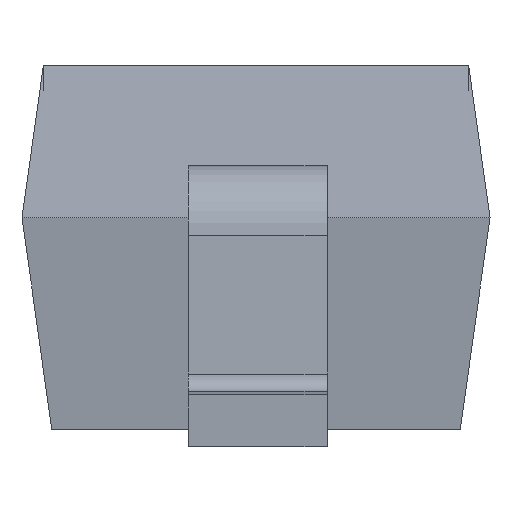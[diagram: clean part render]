
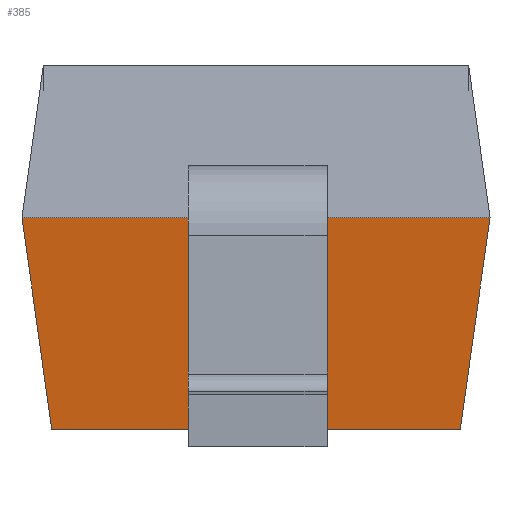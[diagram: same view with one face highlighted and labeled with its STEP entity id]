
A CAD part, left-side view. The second image highlights one B-rep face of the part: STEP entity #385.
In plain terms, the highlighted planar face has unit normal (-0.99, 0, -0.139).
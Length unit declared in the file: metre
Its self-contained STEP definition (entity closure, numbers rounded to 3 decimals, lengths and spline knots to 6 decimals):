
#245 = EDGE_CURVE( '', #646, #647, #648, .T. );
#263 = EDGE_CURVE( '', #675, #647, #676, .T. );
#385 = ADVANCED_FACE( '', ( #852 ), #853, .F. );
#403 = EDGE_CURVE( '', #684, #675, #874, .T. );
#493 = EDGE_CURVE( '', #646, #684, #986, .T. );
#646 = VERTEX_POINT( '', #1164 );
#647 = VERTEX_POINT( '', #1165 );
#648 = LINE( '', #1166, #1167 );
#675 = VERTEX_POINT( '', #1200 );
#676 = LINE( '', #1201, #1202 );
#684 = VERTEX_POINT( '', #1213 );
#852 = FACE_OUTER_BOUND( '', #1453, .T. );
#853 = PLANE( '', #1454 );
#874 = LINE( '', #1488, #1489 );
#986 = LINE( '', #1655, #1656 );
#1164 = CARTESIAN_POINT( '', ( -0.000809, 0.00059, 0.00005 ) );
#1165 = CARTESIAN_POINT( '', ( -0.000809, -0.000588, 0.00005 ) );
#1166 = CARTESIAN_POINT( '', ( -0.000809, 0.002501, 0.00005 ) );
#1167 = VECTOR( '', #1816, 1. );
#1200 = CARTESIAN_POINT( '', ( -0.000894, -0.000674, 0.00066 ) );
#1201 = CARTESIAN_POINT( '', ( -0.00075, -0.00053, -0.000368 ) );
#1202 = VECTOR( '', #1862, 1. );
#1213 = CARTESIAN_POINT( '', ( -0.000894, 0.000676, 0.00066 ) );
#1453 = EDGE_LOOP( '', ( #2074, #2075, #2076, #2077 ) );
#1454 = AXIS2_PLACEMENT_3D( '', #2078, #2079, #2080 );
#1488 = CARTESIAN_POINT( '', ( -0.000894, 0.002501, 0.00066 ) );
#1489 = VECTOR( '', #2103, 1. );
#1655 = CARTESIAN_POINT( '', ( -0.000845, 0.000626, 0.000308 ) );
#1656 = VECTOR( '', #2295, 1. );
#1816 = DIRECTION( '', ( 0., -1., 0. ) );
#1862 = DIRECTION( '', ( 0.138, 0.138, -0.981 ) );
#2074 = ORIENTED_EDGE( '', *, *, #263, .F. );
#2075 = ORIENTED_EDGE( '', *, *, #403, .F. );
#2076 = ORIENTED_EDGE( '', *, *, #493, .F. );
#2077 = ORIENTED_EDGE( '', *, *, #245, .T. );
#2078 = CARTESIAN_POINT( '', ( -0.000809, 0.002501, 0.00005 ) );
#2079 = DIRECTION( '', ( 0.99, 0., 0.139 ) );
#2080 = DIRECTION( '', ( 0., -1., 0. ) );
#2103 = DIRECTION( '', ( 0., -1., 0. ) );
#2295 = DIRECTION( '', ( -0.138, 0.138, 0.981 ) );
